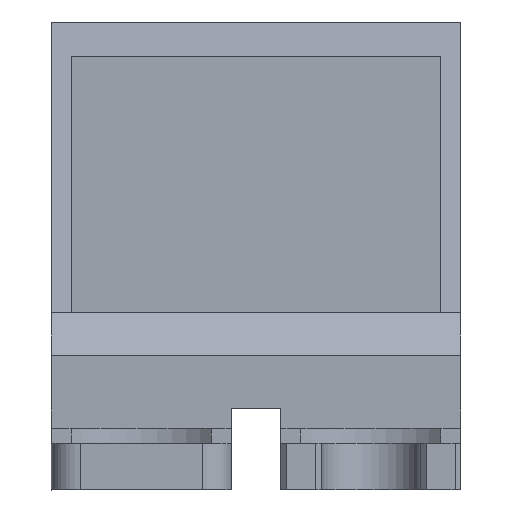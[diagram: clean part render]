
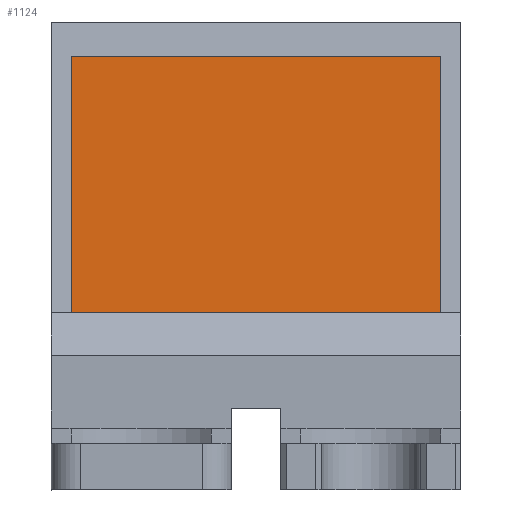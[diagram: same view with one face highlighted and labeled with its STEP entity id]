
A CAD part, front view. The second image highlights one B-rep face of the part: STEP entity #1124.
In plain terms, the highlighted planar face has unit normal (0, -1, 0).
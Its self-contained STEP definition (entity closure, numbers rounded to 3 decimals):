
#226=AXIS2_PLACEMENT_3D('Plane Axis2P3D',#223,#224,#225) ;
#223=CARTESIAN_POINT('Axis2P3D Location',(0.,18.163,0.)) ;
#986=CARTESIAN_POINT('Vertex',(0.7,18.163,14.914)) ;
#989=CARTESIAN_POINT('Line Origine',(7.05,18.163,14.914)) ;
#993=CARTESIAN_POINT('Vertex',(13.4,18.163,14.914)) ;
#1075=CARTESIAN_POINT('Vertex',(13.4,18.163,6.1)) ;
#1078=CARTESIAN_POINT('Line Origine',(7.05,18.163,6.1)) ;
#1082=CARTESIAN_POINT('Vertex',(0.7,18.163,6.1)) ;
#1102=CARTESIAN_POINT('Line Origine',(13.4,18.163,10.507)) ;
#1113=CARTESIAN_POINT('Line Origine',(0.7,18.163,10.507)) ;
#224=DIRECTION('Axis2P3D Direction',(0.,1.,0.)) ;
#225=DIRECTION('Axis2P3D XDirection',(0.,0.,1.)) ;
#990=DIRECTION('Vector Direction',(1.,0.,0.)) ;
#1079=DIRECTION('Vector Direction',(1.,0.,0.)) ;
#1103=DIRECTION('Vector Direction',(0.,0.,1.)) ;
#1114=DIRECTION('Vector Direction',(0.,0.,-1.)) ;
#991=VECTOR('Line Direction',#990,1.) ;
#1080=VECTOR('Line Direction',#1079,1.) ;
#1104=VECTOR('Line Direction',#1103,1.) ;
#1115=VECTOR('Line Direction',#1114,1.) ;
#1119=ORIENTED_EDGE('',*,*,#1106,.T.) ;
#1120=ORIENTED_EDGE('',*,*,#995,.F.) ;
#1121=ORIENTED_EDGE('',*,*,#1117,.T.) ;
#1122=ORIENTED_EDGE('',*,*,#1084,.T.) ;
#1124=ADVANCED_FACE('ISTE WKB2-2.1\\Isolierteil',(#1123),#227,.F.) ;
#995=EDGE_CURVE('',#987,#994,#992,.T.) ;
#1084=EDGE_CURVE('',#1083,#1076,#1081,.T.) ;
#1106=EDGE_CURVE('',#1076,#994,#1105,.T.) ;
#1117=EDGE_CURVE('',#987,#1083,#1116,.T.) ;
#1118=EDGE_LOOP('',(#1119,#1120,#1121,#1122)) ;
#1123=FACE_OUTER_BOUND('',#1118,.T.) ;
#992=LINE('Line',#989,#991) ;
#1081=LINE('Line',#1078,#1080) ;
#1105=LINE('Line',#1102,#1104) ;
#1116=LINE('Line',#1113,#1115) ;
#227=PLANE('',#226) ;
#987=VERTEX_POINT('',#986) ;
#994=VERTEX_POINT('',#993) ;
#1076=VERTEX_POINT('',#1075) ;
#1083=VERTEX_POINT('',#1082) ;
